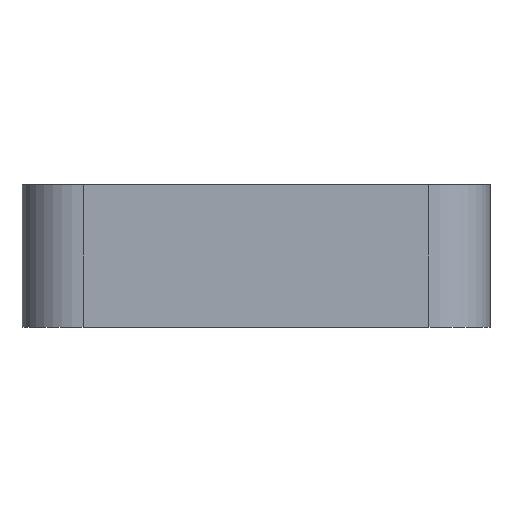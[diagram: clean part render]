
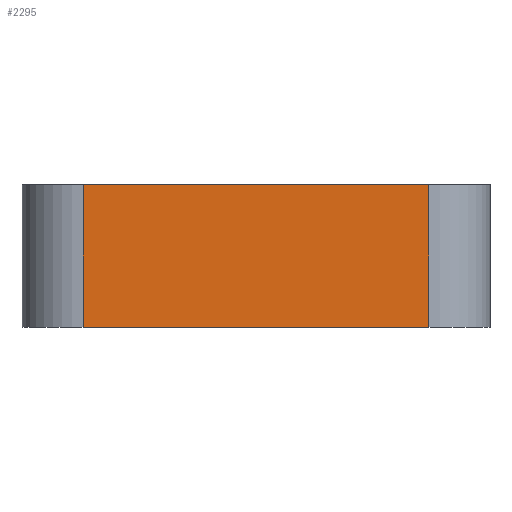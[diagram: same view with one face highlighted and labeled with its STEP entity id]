
A CAD part, left-side view. The second image highlights one B-rep face of the part: STEP entity #2295.
In plain terms, the highlighted planar face has unit normal (-1, 0, 0).
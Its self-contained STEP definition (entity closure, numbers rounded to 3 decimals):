
#154=PLANE('',#2511);
#274=FACE_OUTER_BOUND('',#410,.T.);
#410=EDGE_LOOP('',(#2145,#2146,#2147,#2148));
#533=LINE('',#3495,#766);
#647=LINE('',#3847,#880);
#648=LINE('',#3850,#881);
#649=LINE('',#3851,#882);
#766=VECTOR('',#2811,10.);
#880=VECTOR('',#3145,10.);
#881=VECTOR('',#3148,10.);
#882=VECTOR('',#3149,10.);
#1096=VERTEX_POINT('',#3492);
#1097=VERTEX_POINT('',#3494);
#1179=VERTEX_POINT('',#3845);
#1180=VERTEX_POINT('',#3849);
#1347=EDGE_CURVE('',#1096,#1097,#533,.T.);
#1505=EDGE_CURVE('',#1179,#1097,#647,.T.);
#1506=EDGE_CURVE('',#1179,#1180,#648,.T.);
#1507=EDGE_CURVE('',#1180,#1096,#649,.T.);
#2145=ORIENTED_EDGE('',*,*,#1506,.F.);
#2146=ORIENTED_EDGE('',*,*,#1505,.T.);
#2147=ORIENTED_EDGE('',*,*,#1347,.F.);
#2148=ORIENTED_EDGE('',*,*,#1507,.F.);
#2295=ADVANCED_FACE('',(#274),#154,.T.);
#2511=AXIS2_PLACEMENT_3D('',#3848,#3146,#3147);
#2811=DIRECTION('',(0.,-1.,0.));
#3145=DIRECTION('',(0.,0.,1.));
#3146=DIRECTION('center_axis',(-1.,0.,0.));
#3147=DIRECTION('ref_axis',(0.,-1.,0.));
#3148=DIRECTION('',(0.,1.,0.));
#3149=DIRECTION('',(0.,0.,1.));
#3492=CARTESIAN_POINT('',(-23.,17.,14.));
#3494=CARTESIAN_POINT('',(-23.,-17.,14.));
#3495=CARTESIAN_POINT('',(-23.,-17.,14.));
#3845=CARTESIAN_POINT('',(-23.,-17.,0.));
#3847=CARTESIAN_POINT('',(-23.,-17.,0.));
#3848=CARTESIAN_POINT('Origin',(-23.,17.,0.));
#3849=CARTESIAN_POINT('',(-23.,17.,0.));
#3850=CARTESIAN_POINT('',(-23.,-17.,0.));
#3851=CARTESIAN_POINT('',(-23.,17.,0.));
